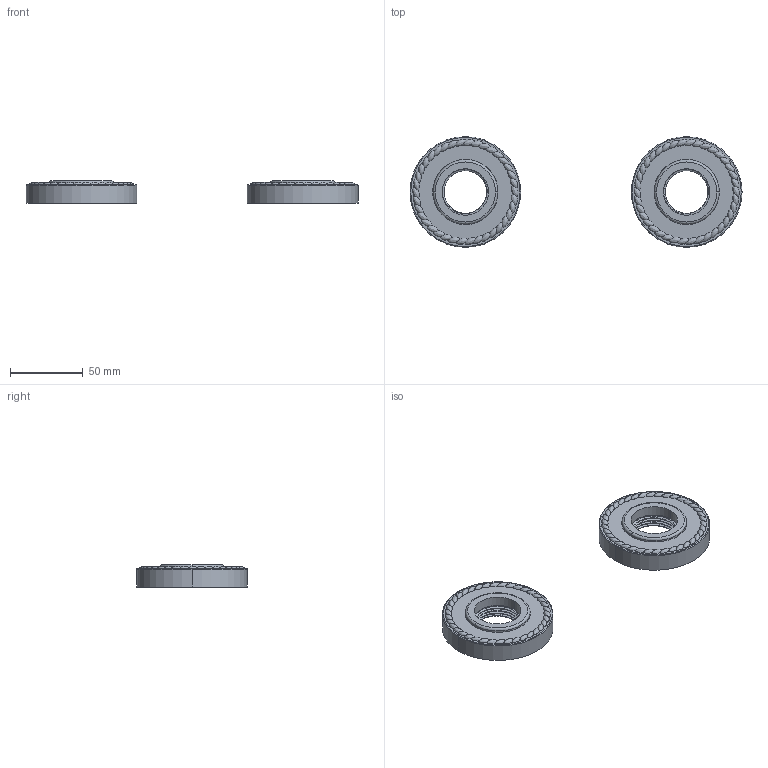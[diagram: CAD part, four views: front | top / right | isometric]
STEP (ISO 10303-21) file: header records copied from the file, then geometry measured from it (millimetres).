
FILE_DESCRIPTION((''),'2;1');
FILE_NAME('1020-2400_ASM','2022-11-04T09:18:48',('rsmith'),(''),'CREO PARAMETRIC BY PTC INC, 2019352','CREO PARAMETRIC BY PTC INC, 2019352','');
FILE_SCHEMA(('CONFIG_CONTROL_DESIGN'));
Length unit declared in the file: inch
Products named in the file (3): 1995; 1572; 1020-2400_ASM
Assembly tree (4 placements, depth 2):
  1020-2400_ASM
    1995  x2
    1572  x2
Bounding box: 228.6 x 76.2 x 15.24 mm (x, y, z)
Volume: 61004.7 mm3; surface area: 65235.7 mm2
Topology: 4 solids, 12 shells, 470 faces, 1318 edges, 866 vertices
Faces by surface type: bspline 242, cylinder 132, torus 40, plane 36, cone 20
Entity records: 18997 total; most frequent: CARTESIAN_POINT 14027, ORIENTED_EDGE 1290, EDGE_CURVE 659, DIRECTION 591, B_SPLINE_CURVE_WITH_KNOTS 453, VERTEX_POINT 433, AXIS2_PLACEMENT_3D 260, EDGE_LOOP 253
